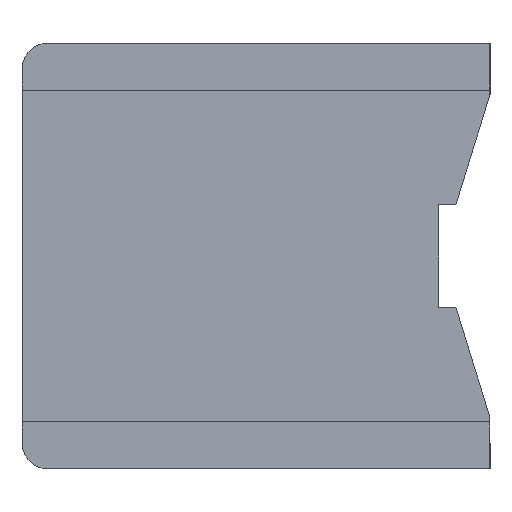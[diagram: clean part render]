
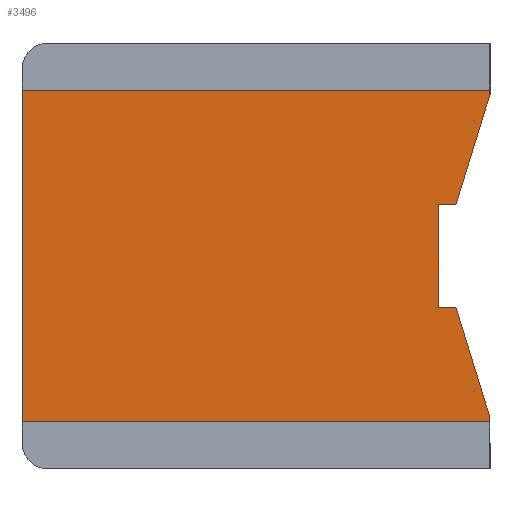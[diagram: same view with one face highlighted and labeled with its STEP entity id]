
A CAD part, left-side view. The second image highlights one B-rep face of the part: STEP entity #3496.
In plain terms, the highlighted planar face has unit normal (-1, 0, 0).
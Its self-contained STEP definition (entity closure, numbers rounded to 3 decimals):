
#58 = CARTESIAN_POINT ( 'NONE',  ( -28.25, -23.5, -6. ) ) ;
#146 = ORIENTED_EDGE ( 'NONE', *, *, #4339, .T. ) ;
#150 = VECTOR ( 'NONE', #4372, 1000. ) ;
#222 = EDGE_CURVE ( 'NONE', #2267, #2904, #3336, .T. ) ;
#293 = DIRECTION ( 'NONE',  ( 0., 0., -1. ) ) ;
#451 = CARTESIAN_POINT ( 'NONE',  ( -28.25, -23.5, 6. ) ) ;
#582 = ORIENTED_EDGE ( 'NONE', *, *, #222, .T. ) ;
#586 = CARTESIAN_POINT ( 'NONE',  ( -28.25, 27.5, 19.5 ) ) ;
#617 = CARTESIAN_POINT ( 'NONE',  ( -28.25, -23.5, -6. ) ) ;
#693 = VERTEX_POINT ( 'NONE', #3740 ) ;
#734 = DIRECTION ( 'NONE',  ( 1., 0., 0. ) ) ;
#790 = FACE_OUTER_BOUND ( 'NONE', #2712, .T. ) ;
#923 = VECTOR ( 'NONE', #978, 1000. ) ;
#978 = DIRECTION ( 'NONE',  ( 0., 0., 1. ) ) ;
#1005 = CARTESIAN_POINT ( 'NONE',  ( -28.25, -27.5, -19.5 ) ) ;
#1082 = VERTEX_POINT ( 'NONE', #2354 ) ;
#1338 = LINE ( 'NONE', #2907, #150 ) ;
#1372 = CARTESIAN_POINT ( 'NONE',  ( -28.25, -27.5, 19.5 ) ) ;
#1382 = CARTESIAN_POINT ( 'NONE',  ( -28.25, -21.5, 6. ) ) ;
#1415 = VERTEX_POINT ( 'NONE', #2464 ) ;
#1416 = DIRECTION ( 'NONE',  ( 0., 1., 0. ) ) ;
#1454 = ORIENTED_EDGE ( 'NONE', *, *, #4802, .T. ) ;
#1644 = VECTOR ( 'NONE', #4040, 1000. ) ;
#1647 = EDGE_CURVE ( 'NONE', #2506, #1415, #4210, .T. ) ;
#1755 = ORIENTED_EDGE ( 'NONE', *, *, #1647, .T. ) ;
#1794 = LINE ( 'NONE', #4185, #2295 ) ;
#1890 = VECTOR ( 'NONE', #1416, 1000. ) ;
#1924 = CARTESIAN_POINT ( 'NONE',  ( -28.25, -21.5, 6. ) ) ;
#2157 = ORIENTED_EDGE ( 'NONE', *, *, #3921, .F. ) ;
#2267 = VERTEX_POINT ( 'NONE', #4050 ) ;
#2295 = VECTOR ( 'NONE', #4989, 1000. ) ;
#2304 = EDGE_CURVE ( 'NONE', #1415, #3603, #1338, .T. ) ;
#2319 = PLANE ( 'NONE',  #4184 ) ;
#2322 = ORIENTED_EDGE ( 'NONE', *, *, #2304, .T. ) ;
#2354 = CARTESIAN_POINT ( 'NONE',  ( -28.25, -27.5, 19. ) ) ;
#2398 = CARTESIAN_POINT ( 'NONE',  ( -28.25, -27.5, 19.5 ) ) ;
#2427 = EDGE_CURVE ( 'NONE', #693, #3622, #1794, .T. ) ;
#2459 = DIRECTION ( 'NONE',  ( 0., 1., 0. ) ) ;
#2464 = CARTESIAN_POINT ( 'NONE',  ( -28.25, -27.5, -19. ) ) ;
#2506 = VERTEX_POINT ( 'NONE', #1005 ) ;
#2510 = EDGE_CURVE ( 'NONE', #3603, #2267, #4125, .T. ) ;
#2557 = ORIENTED_EDGE ( 'NONE', *, *, #3824, .T. ) ;
#2563 = VERTEX_POINT ( 'NONE', #451 ) ;
#2634 = EDGE_CURVE ( 'NONE', #2506, #693, #3642, .T. ) ;
#2666 = LINE ( 'NONE', #2691, #3615 ) ;
#2686 = CARTESIAN_POINT ( 'NONE',  ( -28.25, -27.5, 19.5 ) ) ;
#2691 = CARTESIAN_POINT ( 'NONE',  ( -28.25, -23.5, 6. ) ) ;
#2712 = EDGE_LOOP ( 'NONE', ( #1454, #4687, #2761, #1755, #2322, #4389, #582, #146, #2557, #2157 ) ) ;
#2715 = VECTOR ( 'NONE', #2459, 1000. ) ;
#2761 = ORIENTED_EDGE ( 'NONE', *, *, #2634, .F. ) ;
#2879 = VECTOR ( 'NONE', #3975, 1000. ) ;
#2896 = LINE ( 'NONE', #1372, #1644 ) ;
#2904 = VERTEX_POINT ( 'NONE', #1924 ) ;
#2907 = CARTESIAN_POINT ( 'NONE',  ( -28.25, -27.5, -19. ) ) ;
#3283 = CARTESIAN_POINT ( 'NONE',  ( -28.25, -27.5, -19.5 ) ) ;
#3336 = LINE ( 'NONE', #1382, #923 ) ;
#3487 = LINE ( 'NONE', #2686, #3768 ) ;
#3496 = ADVANCED_FACE ( 'NONE', ( #790 ), #2319, .F. ) ;
#3603 = VERTEX_POINT ( 'NONE', #58 ) ;
#3615 = VECTOR ( 'NONE', #4612, 1000. ) ;
#3622 = VERTEX_POINT ( 'NONE', #586 ) ;
#3642 = LINE ( 'NONE', #3283, #2715 ) ;
#3740 = CARTESIAN_POINT ( 'NONE',  ( -28.25, 27.5, -19.5 ) ) ;
#3768 = VECTOR ( 'NONE', #4246, 1000. ) ;
#3824 = EDGE_CURVE ( 'NONE', #2563, #1082, #4724, .T. ) ;
#3864 = VECTOR ( 'NONE', #4182, 1000. ) ;
#3921 = EDGE_CURVE ( 'NONE', #4907, #1082, #2896, .T. ) ;
#3931 = CARTESIAN_POINT ( 'NONE',  ( -28.25, -27.5, 19. ) ) ;
#3975 = DIRECTION ( 'NONE',  ( 0., -0.294, 0.956 ) ) ;
#4040 = DIRECTION ( 'NONE',  ( 0., 0., -1. ) ) ;
#4050 = CARTESIAN_POINT ( 'NONE',  ( -28.25, -21.5, -6. ) ) ;
#4121 = CARTESIAN_POINT ( 'NONE',  ( -28.25, -27.5, 0. ) ) ;
#4125 = LINE ( 'NONE', #617, #1890 ) ;
#4182 = DIRECTION ( 'NONE',  ( 0., 0., 1. ) ) ;
#4184 = AXIS2_PLACEMENT_3D ( 'NONE', #4241, #734, #293 ) ;
#4185 = CARTESIAN_POINT ( 'NONE',  ( -28.25, 27.5, 0. ) ) ;
#4210 = LINE ( 'NONE', #4121, #3864 ) ;
#4241 = CARTESIAN_POINT ( 'NONE',  ( -28.25, -27.5, 19.5 ) ) ;
#4246 = DIRECTION ( 'NONE',  ( 0., 1., 0. ) ) ;
#4339 = EDGE_CURVE ( 'NONE', #2904, #2563, #2666, .T. ) ;
#4372 = DIRECTION ( 'NONE',  ( 0., 0.294, 0.956 ) ) ;
#4389 = ORIENTED_EDGE ( 'NONE', *, *, #2510, .T. ) ;
#4612 = DIRECTION ( 'NONE',  ( 0., -1., 0. ) ) ;
#4687 = ORIENTED_EDGE ( 'NONE', *, *, #2427, .F. ) ;
#4724 = LINE ( 'NONE', #3931, #2879 ) ;
#4802 = EDGE_CURVE ( 'NONE', #4907, #3622, #3487, .T. ) ;
#4907 = VERTEX_POINT ( 'NONE', #2398 ) ;
#4989 = DIRECTION ( 'NONE',  ( 0., 0., 1. ) ) ;
